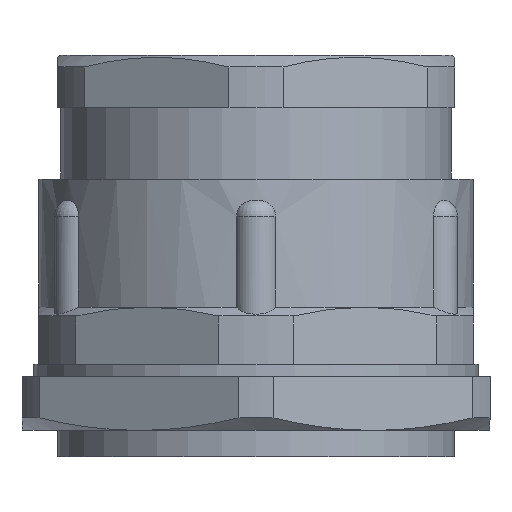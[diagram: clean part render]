
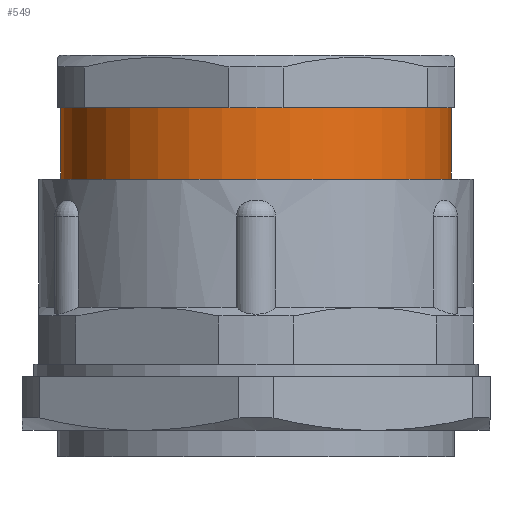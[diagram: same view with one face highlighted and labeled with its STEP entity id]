
A CAD part, front view. The second image highlights one B-rep face of the part: STEP entity #549.
In plain terms, the highlighted cylindrical face has radius 29 mm (diameter 58 mm), a partial arc.
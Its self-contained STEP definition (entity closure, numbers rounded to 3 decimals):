
#11 = LINE ( 'NONE', #3941, #3124 ) ;
#55 = DIRECTION ( 'NONE',  ( 0., 0., 1. ) ) ;
#103 = DIRECTION ( 'NONE',  ( 0., 0., 1. ) ) ;
#523 = CIRCLE ( 'NONE', #4006, 29. ) ;
#549 = ADVANCED_FACE ( 'NONE', ( #3165 ), #6151, .T. ) ;
#632 = ORIENTED_EDGE ( 'NONE', *, *, #5551, .T. ) ;
#746 = VERTEX_POINT ( 'NONE', #7515 ) ;
#873 = DIRECTION ( 'NONE',  ( 0., 0., 1. ) ) ;
#1175 = VERTEX_POINT ( 'NONE', #6349 ) ;
#1212 = EDGE_CURVE ( 'NONE', #2434, #5271, #11, .T. ) ;
#1223 = VECTOR ( 'NONE', #7754, 1000. ) ;
#2099 = EDGE_LOOP ( 'NONE', ( #2366, #632, #6394, #3693 ) ) ;
#2366 = ORIENTED_EDGE ( 'NONE', *, *, #7096, .F. ) ;
#2434 = VERTEX_POINT ( 'NONE', #5259 ) ;
#2745 = CARTESIAN_POINT ( 'NONE',  ( 0., 0., 53.056 ) ) ;
#3124 = VECTOR ( 'NONE', #3422, 1000. ) ;
#3165 = FACE_OUTER_BOUND ( 'NONE', #2099, .T. ) ;
#3205 = AXIS2_PLACEMENT_3D ( 'NONE', #3752, #55, #4333 ) ;
#3422 = DIRECTION ( 'NONE',  ( 0., 0., 1. ) ) ;
#3693 = ORIENTED_EDGE ( 'NONE', *, *, #6482, .F. ) ;
#3752 = CARTESIAN_POINT ( 'NONE',  ( 0., 0., 38.1 ) ) ;
#3793 = CARTESIAN_POINT ( 'NONE',  ( 0., 0., 18.9 ) ) ;
#3941 = CARTESIAN_POINT ( 'NONE',  ( 29., 0., 53.056 ) ) ;
#4006 = AXIS2_PLACEMENT_3D ( 'NONE', #3793, #103, #4377 ) ;
#4333 = DIRECTION ( 'NONE',  ( 1., 0., 0. ) ) ;
#4377 = DIRECTION ( 'NONE',  ( 1., 0., 0. ) ) ;
#4588 = AXIS2_PLACEMENT_3D ( 'NONE', #2745, #873, #5685 ) ;
#4908 = CIRCLE ( 'NONE', #3205, 29. ) ;
#5259 = CARTESIAN_POINT ( 'NONE',  ( 29., 0., 18.9 ) ) ;
#5271 = VERTEX_POINT ( 'NONE', #7635 ) ;
#5551 = EDGE_CURVE ( 'NONE', #1175, #2434, #523, .T. ) ;
#5685 = DIRECTION ( 'NONE',  ( 1., 0., 0. ) ) ;
#6044 = LINE ( 'NONE', #7143, #1223 ) ;
#6151 = CYLINDRICAL_SURFACE ( 'NONE', #4588, 29. ) ;
#6349 = CARTESIAN_POINT ( 'NONE',  ( -29., 0., 18.9 ) ) ;
#6394 = ORIENTED_EDGE ( 'NONE', *, *, #1212, .T. ) ;
#6482 = EDGE_CURVE ( 'NONE', #746, #5271, #4908, .T. ) ;
#7096 = EDGE_CURVE ( 'NONE', #1175, #746, #6044, .T. ) ;
#7143 = CARTESIAN_POINT ( 'NONE',  ( -29., 0., 53.056 ) ) ;
#7515 = CARTESIAN_POINT ( 'NONE',  ( -29., 0., 38.1 ) ) ;
#7635 = CARTESIAN_POINT ( 'NONE',  ( 29., 0., 38.1 ) ) ;
#7754 = DIRECTION ( 'NONE',  ( 0., 0., 1. ) ) ;
